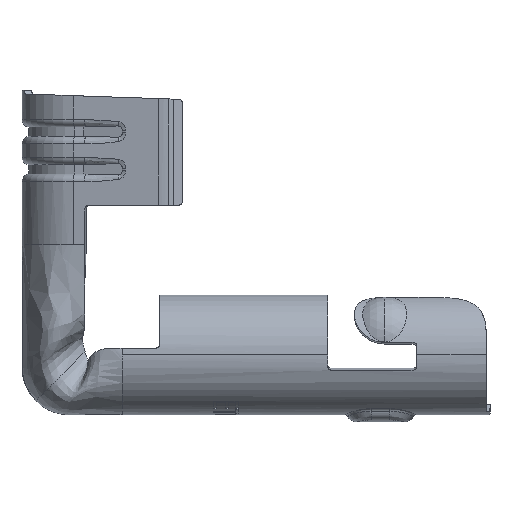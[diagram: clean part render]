
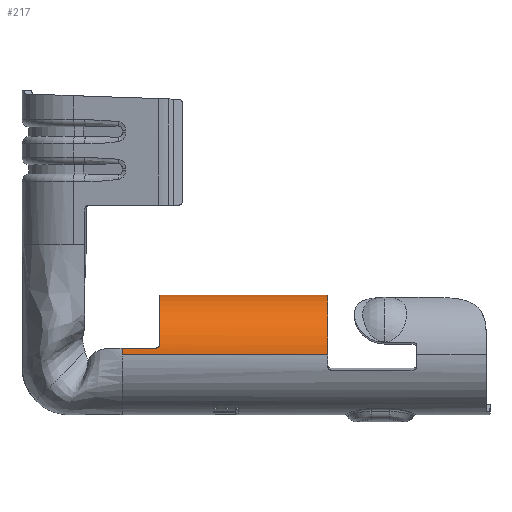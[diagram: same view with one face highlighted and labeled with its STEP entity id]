
A CAD part, top view. The second image highlights one B-rep face of the part: STEP entity #217.
In plain terms, the highlighted cylindrical face has radius 4.032 mm (diameter 8.064 mm), a partial arc.
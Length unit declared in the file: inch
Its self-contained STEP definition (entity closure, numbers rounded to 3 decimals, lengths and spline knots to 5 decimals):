
#156 = DIRECTION ( 'NONE',  ( 1., 0., 0. ) ) ;
#217 = ADVANCED_FACE ( 'NONE', ( #8965 ), #15448, .T. ) ;
#420 = LINE ( 'NONE', #6898, #11707 ) ;
#892 = CARTESIAN_POINT ( 'NONE',  ( -0.865, 0., 0. ) ) ;
#1082 = EDGE_CURVE ( 'NONE', #5664, #5223, #19919, .T. ) ;
#1132 = CARTESIAN_POINT ( 'NONE',  ( -0.86392, 0.15793, 0.0162 ) ) ;
#1176 = CIRCLE ( 'NONE', #13075, 0.15875 ) ;
#1544 = DIRECTION ( 'NONE',  ( -1., 0., 0. ) ) ;
#1560 = ORIENTED_EDGE ( 'NONE', *, *, #7298, .T. ) ;
#1578 = VERTEX_POINT ( 'NONE', #9994 ) ;
#1873 = EDGE_CURVE ( 'NONE', #8482, #2846, #7270, .T. ) ;
#2008 = ORIENTED_EDGE ( 'NONE', *, *, #18398, .F. ) ;
#2026 = ORIENTED_EDGE ( 'NONE', *, *, #13707, .T. ) ;
#2142 = AXIS2_PLACEMENT_3D ( 'NONE', #14709, #156, #6640 ) ;
#2444 = ORIENTED_EDGE ( 'NONE', *, *, #8283, .T. ) ;
#2449 = CARTESIAN_POINT ( 'NONE',  ( -0.965, 0.0177, 0.15776 ) ) ;
#2668 = ORIENTED_EDGE ( 'NONE', *, *, #1082, .F. ) ;
#2726 = CARTESIAN_POINT ( 'NONE',  ( -0.855, 0.15834, 0.01144 ) ) ;
#2846 = VERTEX_POINT ( 'NONE', #9822 ) ;
#3192 = ORIENTED_EDGE ( 'NONE', *, *, #17863, .F. ) ;
#3408 = DIRECTION ( 'NONE',  ( 1., 0., 0. ) ) ;
#3416 = CARTESIAN_POINT ( 'NONE',  ( -0.42477, 0.15827, 0.01253 ) ) ;
#4070 = AXIS2_PLACEMENT_3D ( 'NONE', #16100, #1544, #8025 ) ;
#4300 = DIRECTION ( 'NONE',  ( 1., 0., 0. ) ) ;
#4316 = CARTESIAN_POINT ( 'NONE',  ( -0.875, 0.0177, 0.15776 ) ) ;
#5006 = CARTESIAN_POINT ( 'NONE',  ( -0.42, 0.1573, 0.02139 ) ) ;
#5223 = VERTEX_POINT ( 'NONE', #5763 ) ;
#5371 = CARTESIAN_POINT ( 'NONE',  ( -0.965, 0.0177, 0.15776 ) ) ;
#5664 = VERTEX_POINT ( 'NONE', #2449 ) ;
#5763 = CARTESIAN_POINT ( 'NONE',  ( -0.875, 0.0177, 0.15776 ) ) ;
#5917 = CARTESIAN_POINT ( 'NONE',  ( -0.86608, 0.02244, 0.15717 ) ) ;
#5944 = CARTESIAN_POINT ( 'NONE',  ( -0.42, 0., 0.15875 ) ) ;
#6640 = DIRECTION ( 'NONE',  ( 0., 0., -1. ) ) ;
#6711 = CARTESIAN_POINT ( 'NONE',  ( -0.965, 0., 0.15875 ) ) ;
#6898 = CARTESIAN_POINT ( 'NONE',  ( -0.90891, 0.15834, 0.01144 ) ) ;
#7270 = B_SPLINE_CURVE_WITH_KNOTS ( 'NONE', 3,
 ( #5006, #11479, #17947, #3416, #9892, #16366 ),
 .UNSPECIFIED., .F., .F.,
 ( 4, 2, 4 ),
 ( 0., 0.0002, 0.0004 ),
 .UNSPECIFIED. ) ;
#7298 = EDGE_CURVE ( 'NONE', #17540, #16551, #12380, .T. ) ;
#7369 = DIRECTION ( 'NONE',  ( 1., 0., 0. ) ) ;
#7617 = CARTESIAN_POINT ( 'NONE',  ( -0.865, 0.15766, 0.01877 ) ) ;
#7638 = EDGE_LOOP ( 'NONE', ( #11782, #1560, #2008, #18140, #3192, #2444, #2026, #17688, #2668 ) ) ;
#8025 = DIRECTION ( 'NONE',  ( 0., 0., 1. ) ) ;
#8252 = EDGE_CURVE ( 'NONE', #15032, #5223, #12085, .T. ) ;
#8283 = EDGE_CURVE ( 'NONE', #9346, #1578, #15890, .T. ) ;
#8482 = VERTEX_POINT ( 'NONE', #9750 ) ;
#8965 = FACE_OUTER_BOUND ( 'NONE', #7638, .T. ) ;
#9197 = EDGE_CURVE ( 'NONE', #17540, #5664, #13541, .T. ) ;
#9210 = CARTESIAN_POINT ( 'NONE',  ( -0.85764, 0.15834, 0.01144 ) ) ;
#9346 = VERTEX_POINT ( 'NONE', #18208 ) ;
#9750 = CARTESIAN_POINT ( 'NONE',  ( -0.42, 0.1573, 0.02139 ) ) ;
#9822 = CARTESIAN_POINT ( 'NONE',  ( -0.43, 0.15834, 0.01144 ) ) ;
#9887 = DIRECTION ( 'NONE',  ( 0., 0., -1. ) ) ;
#9892 = CARTESIAN_POINT ( 'NONE',  ( -0.42736, 0.15834, 0.01144 ) ) ;
#9994 = CARTESIAN_POINT ( 'NONE',  ( -0.865, 0.1573, 0.02139 ) ) ;
#11302 = CIRCLE ( 'NONE', #2142, 0.15875 ) ;
#11479 = CARTESIAN_POINT ( 'NONE',  ( -0.42, 0.15766, 0.01877 ) ) ;
#11707 = VECTOR ( 'NONE', #13380, 39.37008 ) ;
#11782 = ORIENTED_EDGE ( 'NONE', *, *, #9197, .F. ) ;
#11842 = DIRECTION ( 'NONE',  ( 1., 0., 0. ) ) ;
#12085 = B_SPLINE_CURVE_WITH_KNOTS ( 'NONE', 3,
 ( #13990, #20462, #5917, #12394, #18870, #4316 ),
 .UNSPECIFIED., .F., .F.,
 ( 4, 2, 4 ),
 ( 0., 0.0002, 0.0004 ),
 .UNSPECIFIED. ) ;
#12380 = LINE ( 'NONE', #18856, #14920 ) ;
#12394 = CARTESIAN_POINT ( 'NONE',  ( -0.86977, 0.01878, 0.15765 ) ) ;
#12437 = CARTESIAN_POINT ( 'NONE',  ( -0.865, 0.0276, 0.15633 ) ) ;
#13075 = AXIS2_PLACEMENT_3D ( 'NONE', #17942, #3408, #9887 ) ;
#13380 = DIRECTION ( 'NONE',  ( 1., 0., 0. ) ) ;
#13541 = CIRCLE ( 'NONE', #4070, 0.15875 ) ;
#13707 = EDGE_CURVE ( 'NONE', #1578, #15032, #11302, .T. ) ;
#13849 = DIRECTION ( 'NONE',  ( 0., 0., -1. ) ) ;
#13990 = CARTESIAN_POINT ( 'NONE',  ( -0.865, 0.0276, 0.15633 ) ) ;
#14095 = CARTESIAN_POINT ( 'NONE',  ( -0.865, 0.1573, 0.02139 ) ) ;
#14709 = CARTESIAN_POINT ( 'NONE',  ( -0.865, 0., 0. ) ) ;
#14920 = VECTOR ( 'NONE', #4300, 39.37008 ) ;
#15032 = VERTEX_POINT ( 'NONE', #12437 ) ;
#15448 = CYLINDRICAL_SURFACE ( 'NONE', #17444, 0.15875 ) ;
#15688 = CARTESIAN_POINT ( 'NONE',  ( -0.86023, 0.15827, 0.01252 ) ) ;
#15890 = B_SPLINE_CURVE_WITH_KNOTS ( 'NONE', 3,
 ( #2726, #9210, #15688, #1132, #7617, #14095 ),
 .UNSPECIFIED., .F., .F.,
 ( 4, 2, 4 ),
 ( 0., 0.0002, 0.0004 ),
 .UNSPECIFIED. ) ;
#16100 = CARTESIAN_POINT ( 'NONE',  ( -0.965, 0., 0. ) ) ;
#16366 = CARTESIAN_POINT ( 'NONE',  ( -0.43, 0.15834, 0.01144 ) ) ;
#16551 = VERTEX_POINT ( 'NONE', #5944 ) ;
#17444 = AXIS2_PLACEMENT_3D ( 'NONE', #892, #7369, #13849 ) ;
#17540 = VERTEX_POINT ( 'NONE', #6711 ) ;
#17688 = ORIENTED_EDGE ( 'NONE', *, *, #8252, .T. ) ;
#17863 = EDGE_CURVE ( 'NONE', #9346, #2846, #420, .T. ) ;
#17942 = CARTESIAN_POINT ( 'NONE',  ( -0.42, 0., 0. ) ) ;
#17947 = CARTESIAN_POINT ( 'NONE',  ( -0.42108, 0.15793, 0.0162 ) ) ;
#18140 = ORIENTED_EDGE ( 'NONE', *, *, #1873, .T. ) ;
#18208 = CARTESIAN_POINT ( 'NONE',  ( -0.855, 0.15834, 0.01144 ) ) ;
#18398 = EDGE_CURVE ( 'NONE', #8482, #16551, #1176, .T. ) ;
#18856 = CARTESIAN_POINT ( 'NONE',  ( -0.865, 0., 0.15875 ) ) ;
#18870 = CARTESIAN_POINT ( 'NONE',  ( -0.87236, 0.0177, 0.15776 ) ) ;
#19919 = LINE ( 'NONE', #5371, #20476 ) ;
#20462 = CARTESIAN_POINT ( 'NONE',  ( -0.865, 0.025, 0.15679 ) ) ;
#20476 = VECTOR ( 'NONE', #11842, 39.37008 ) ;
